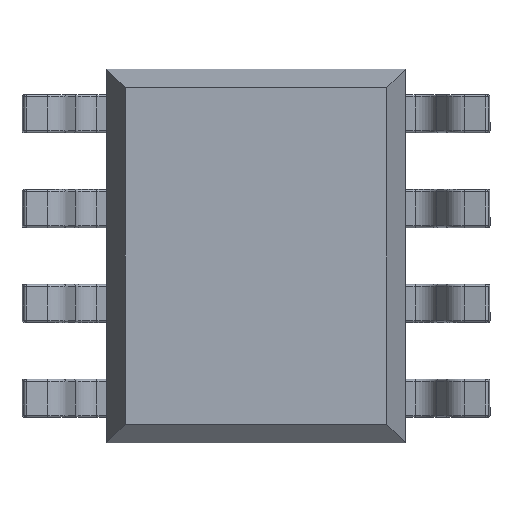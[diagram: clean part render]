
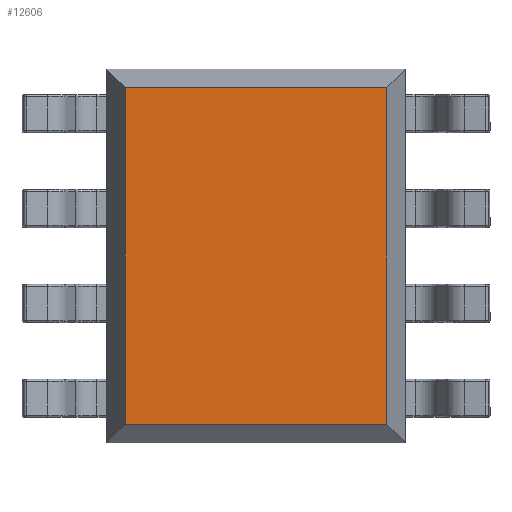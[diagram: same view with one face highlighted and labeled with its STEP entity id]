
A CAD part, front view. The second image highlights one B-rep face of the part: STEP entity #12606.
In plain terms, the highlighted planar face has unit normal (0, -1, 0).
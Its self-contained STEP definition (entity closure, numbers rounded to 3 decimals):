
#20 = DIRECTION ( 'NONE',  ( 0., 0., -1. ) ) ;
#224 = LINE ( 'NONE', #14557, #1822 ) ;
#364 = ORIENTED_EDGE ( 'NONE', *, *, #6945, .T. ) ;
#840 = EDGE_LOOP ( 'NONE', ( #3340, #364, #15248, #14282 ) ) ;
#1183 = CARTESIAN_POINT ( 'NONE',  ( -1.75, 0.25, -2.25 ) ) ;
#1231 = DIRECTION ( 'NONE',  ( 0., 0., 1. ) ) ;
#1822 = VECTOR ( 'NONE', #1231, 1000. ) ;
#2260 = FACE_OUTER_BOUND ( 'NONE', #840, .T. ) ;
#2306 = VERTEX_POINT ( 'NONE', #6540 ) ;
#2447 = DIRECTION ( 'NONE',  ( 1., 0., 0. ) ) ;
#2488 = VERTEX_POINT ( 'NONE', #7841 ) ;
#2621 = DIRECTION ( 'NONE',  ( -1., 0., 0. ) ) ;
#3048 = LINE ( 'NONE', #12552, #8381 ) ;
#3223 = EDGE_CURVE ( 'NONE', #2488, #2306, #224, .T. ) ;
#3340 = ORIENTED_EDGE ( 'NONE', *, *, #12158, .F. ) ;
#5194 = LINE ( 'NONE', #10864, #14387 ) ;
#6540 = CARTESIAN_POINT ( 'NONE',  ( 1.75, 0.25, 2.25 ) ) ;
#6945 = EDGE_CURVE ( 'NONE', #15019, #2488, #5194, .T. ) ;
#7010 = DIRECTION ( 'NONE',  ( 0., -1., 0. ) ) ;
#7841 = CARTESIAN_POINT ( 'NONE',  ( 1.75, 0.25, -2.25 ) ) ;
#7883 = DIRECTION ( 'NONE',  ( 0., 0., 1. ) ) ;
#8381 = VECTOR ( 'NONE', #7883, 1000. ) ;
#8709 = VERTEX_POINT ( 'NONE', #13531 ) ;
#9347 = PLANE ( 'NONE',  #15118 ) ;
#10864 = CARTESIAN_POINT ( 'NONE',  ( 1.75, 0.25, -2.25 ) ) ;
#11693 = CARTESIAN_POINT ( 'NONE',  ( 0., 0.25, -2.5 ) ) ;
#11885 = EDGE_CURVE ( 'NONE', #2306, #8709, #13364, .T. ) ;
#12158 = EDGE_CURVE ( 'NONE', #15019, #8709, #3048, .T. ) ;
#12273 = CARTESIAN_POINT ( 'NONE',  ( 0., 0.25, 2.25 ) ) ;
#12552 = CARTESIAN_POINT ( 'NONE',  ( -1.75, 0.25, -2.5 ) ) ;
#12606 = ADVANCED_FACE ( 'NONE', ( #2260 ), #9347, .T. ) ;
#13364 = LINE ( 'NONE', #12273, #14866 ) ;
#13531 = CARTESIAN_POINT ( 'NONE',  ( -1.75, 0.25, 2.25 ) ) ;
#14282 = ORIENTED_EDGE ( 'NONE', *, *, #11885, .T. ) ;
#14387 = VECTOR ( 'NONE', #2447, 1000. ) ;
#14557 = CARTESIAN_POINT ( 'NONE',  ( 1.75, 0.25, -2.5 ) ) ;
#14866 = VECTOR ( 'NONE', #2621, 1000. ) ;
#15019 = VERTEX_POINT ( 'NONE', #1183 ) ;
#15118 = AXIS2_PLACEMENT_3D ( 'NONE', #11693, #7010, #20 ) ;
#15248 = ORIENTED_EDGE ( 'NONE', *, *, #3223, .T. ) ;
